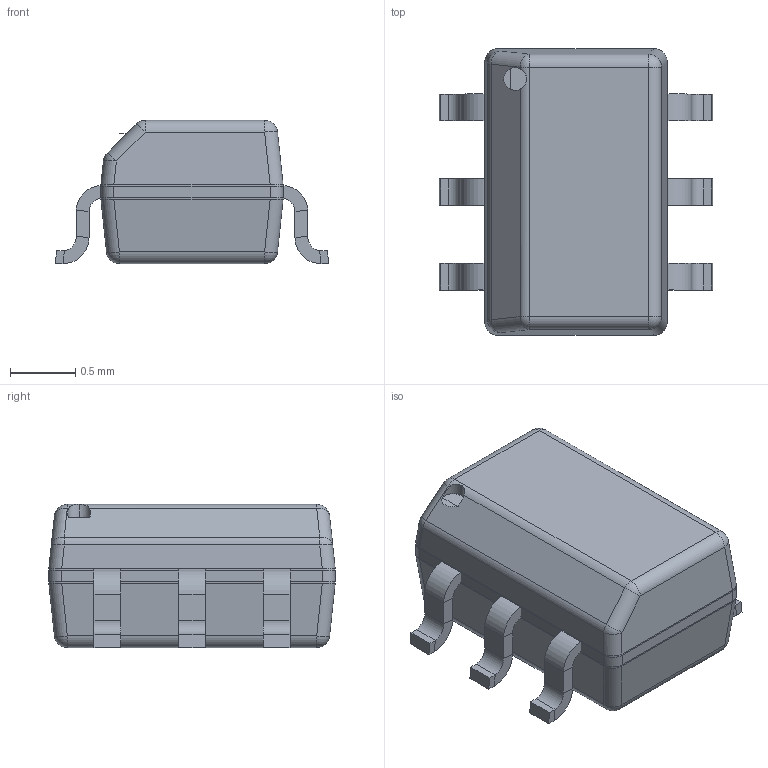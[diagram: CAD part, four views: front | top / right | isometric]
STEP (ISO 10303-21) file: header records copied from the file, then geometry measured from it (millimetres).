
FILE_DESCRIPTION(('Open CASCADE Model'),'2;1');
FILE_NAME('Open CASCADE Shape Model','2023-02-06T11:30:01',('Author'),( 'Open CASCADE'),'Open CASCADE STEP processor 7.5','Open CASCADE 7.5' ,'Unknown');
FILE_SCHEMA(('AUTOMOTIVE_DESIGN { 1 0 10303 214 1 1 1 1 }'));
Length unit declared in the file: millimetre
Products named in the file (5): TSOP65P210X110-6N.step; Open CASCADE STEP translator 7.5 28.1; Body; Open CASCADE STEP translator 7.5 28.2.1; Leader
Assembly tree (9 placements, depth 3):
  TSOP65P210X110-6N.step
    Open CASCADE STEP translator 7.5 28.1
    Body
      Open CASCADE STEP translator 7.5 28.2.1
    Leader  x6
Bounding box: 2.1 x 2.2 x 1.1 mm (x, y, z)
Volume: 3.2 mm3; surface area: 15.2 mm2
Topology: 7 solids, 8 shells, 176 faces, 360 edges, 189 vertices
Faces by surface type: plane 101, cylinder 57, sphere 10, bspline 8
Entity records: 5832 total; most frequent: CARTESIAN_POINT 2449, DIRECTION 562, ORIENTED_EDGE 339, PCURVE 339, DEFINITIONAL_REPRESENTATION 339, LINE 291, VECTOR 291, EDGE_CURVE 170
